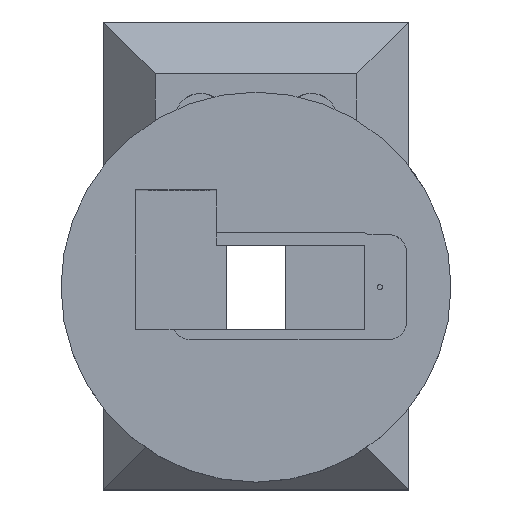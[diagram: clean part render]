
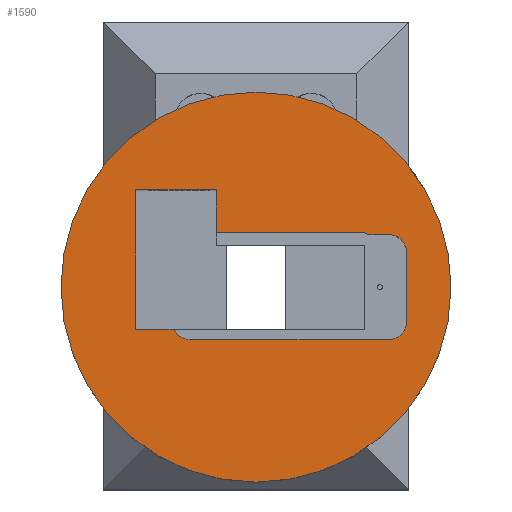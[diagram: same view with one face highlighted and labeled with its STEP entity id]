
A CAD part, top view. The second image highlights one B-rep face of the part: STEP entity #1590.
In plain terms, the highlighted planar face has unit normal (0, 0, 1).
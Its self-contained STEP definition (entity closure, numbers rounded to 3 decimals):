
#27=FACE_BOUND('',#217,.T.);
#58=CIRCLE('',#1697,30.);
#63=CIRCLE('',#1710,2.85);
#64=CIRCLE('',#1713,2.85);
#65=CIRCLE('',#1716,2.85);
#124=FACE_OUTER_BOUND('',#216,.T.);
#216=EDGE_LOOP('',(#1155));
#217=EDGE_LOOP('',(#1156,#1157,#1158,#1159,#1160,#1161,#1162,#1163,#1164,
#1165,#1166,#1167));
#343=LINE('',#2382,#525);
#346=LINE('',#2390,#528);
#349=LINE('',#2398,#531);
#351=LINE('',#2402,#533);
#353=LINE('',#2406,#535);
#355=LINE('',#2411,#537);
#356=LINE('',#2412,#538);
#357=LINE('',#2414,#539);
#358=LINE('',#2415,#540);
#525=VECTOR('',#1906,10.);
#528=VECTOR('',#1915,10.);
#531=VECTOR('',#1924,10.);
#533=VECTOR('',#1928,10.);
#535=VECTOR('',#1932,10.);
#537=VECTOR('',#1936,10.);
#538=VECTOR('',#1937,10.);
#539=VECTOR('',#1938,10.);
#540=VECTOR('',#1939,10.);
#690=VERTEX_POINT('',#2311);
#715=VERTEX_POINT('',#2375);
#716=VERTEX_POINT('',#2377);
#717=VERTEX_POINT('',#2381);
#718=VERTEX_POINT('',#2385);
#719=VERTEX_POINT('',#2389);
#720=VERTEX_POINT('',#2393);
#721=VERTEX_POINT('',#2397);
#722=VERTEX_POINT('',#2401);
#723=VERTEX_POINT('',#2405);
#724=VERTEX_POINT('',#2409);
#725=VERTEX_POINT('',#2410);
#726=VERTEX_POINT('',#2413);
#842=EDGE_CURVE('',#690,#690,#58,.T.);
#874=EDGE_CURVE('',#716,#715,#63,.T.);
#876=EDGE_CURVE('',#717,#716,#343,.T.);
#878=EDGE_CURVE('',#718,#717,#64,.T.);
#880=EDGE_CURVE('',#719,#718,#346,.T.);
#882=EDGE_CURVE('',#720,#719,#65,.T.);
#884=EDGE_CURVE('',#721,#720,#349,.T.);
#886=EDGE_CURVE('',#722,#721,#351,.T.);
#888=EDGE_CURVE('',#723,#722,#353,.T.);
#890=EDGE_CURVE('',#724,#725,#355,.T.);
#891=EDGE_CURVE('',#725,#723,#356,.T.);
#892=EDGE_CURVE('',#715,#726,#357,.T.);
#893=EDGE_CURVE('',#726,#724,#358,.T.);
#1155=ORIENTED_EDGE('',*,*,#842,.T.);
#1156=ORIENTED_EDGE('',*,*,#890,.T.);
#1157=ORIENTED_EDGE('',*,*,#891,.T.);
#1158=ORIENTED_EDGE('',*,*,#888,.T.);
#1159=ORIENTED_EDGE('',*,*,#886,.T.);
#1160=ORIENTED_EDGE('',*,*,#884,.T.);
#1161=ORIENTED_EDGE('',*,*,#882,.T.);
#1162=ORIENTED_EDGE('',*,*,#880,.T.);
#1163=ORIENTED_EDGE('',*,*,#878,.T.);
#1164=ORIENTED_EDGE('',*,*,#876,.T.);
#1165=ORIENTED_EDGE('',*,*,#874,.T.);
#1166=ORIENTED_EDGE('',*,*,#892,.T.);
#1167=ORIENTED_EDGE('',*,*,#893,.T.);
#1512=PLANE('',#1720);
#1590=ADVANCED_FACE('',(#124,#27),#1512,.T.);
#1697=AXIS2_PLACEMENT_3D('',#2312,#1848,#1849);
#1710=AXIS2_PLACEMENT_3D('',#2378,#1901,#1902);
#1713=AXIS2_PLACEMENT_3D('',#2386,#1910,#1911);
#1716=AXIS2_PLACEMENT_3D('',#2394,#1919,#1920);
#1720=AXIS2_PLACEMENT_3D('',#2408,#1934,#1935);
#1848=DIRECTION('center_axis',(0.,0.,1.));
#1849=DIRECTION('ref_axis',(1.,0.,0.));
#1901=DIRECTION('center_axis',(0.,0.,-1.));
#1902=DIRECTION('ref_axis',(1.,0.,0.));
#1906=DIRECTION('',(-1.,0.,0.));
#1910=DIRECTION('center_axis',(0.,0.,-1.));
#1911=DIRECTION('ref_axis',(0.,1.,0.));
#1915=DIRECTION('',(0.,-1.,0.));
#1919=DIRECTION('center_axis',(0.,0.,-1.));
#1920=DIRECTION('ref_axis',(-1.,0.,0.));
#1924=DIRECTION('',(1.,0.,0.));
#1928=DIRECTION('',(0.914,-0.406,0.));
#1932=DIRECTION('',(1.,0.,0.));
#1934=DIRECTION('center_axis',(0.,0.,1.));
#1935=DIRECTION('ref_axis',(1.,0.,0.));
#1936=DIRECTION('',(1.,0.,0.));
#1937=DIRECTION('',(0.,-1.,0.));
#1938=DIRECTION('',(-1.,0.,0.));
#1939=DIRECTION('',(0.,1.,0.));
#2311=CARTESIAN_POINT('',(-30.,-5.,122.));
#2312=CARTESIAN_POINT('Origin',(0.,-5.,
122.));
#2375=CARTESIAN_POINT('',(-12.611,-11.5,122.));
#2377=CARTESIAN_POINT('',(-10.05,-13.1,122.));
#2378=CARTESIAN_POINT('Origin',(-10.05,-10.25,122.));
#2381=CARTESIAN_POINT('',(20.35,-13.1,122.));
#2382=CARTESIAN_POINT('',(20.35,-13.1,122.));
#2385=CARTESIAN_POINT('',(23.2,-10.25,122.));
#2386=CARTESIAN_POINT('Origin',(20.35,-10.25,122.));
#2389=CARTESIAN_POINT('',(23.2,0.25,122.));
#2390=CARTESIAN_POINT('',(23.2,0.25,122.));
#2393=CARTESIAN_POINT('',(20.35,3.1,122.));
#2394=CARTESIAN_POINT('Origin',(20.35,0.25,122.));
#2397=CARTESIAN_POINT('',(17.375,3.1,122.));
#2398=CARTESIAN_POINT('',(14.4,3.1,122.));
#2401=CARTESIAN_POINT('',(16.7,3.4,122.));
#2402=CARTESIAN_POINT('',(16.7,3.4,122.));
#2405=CARTESIAN_POINT('',(-6.1,3.4,122.));
#2406=CARTESIAN_POINT('',(-6.1,3.4,122.));
#2408=CARTESIAN_POINT('Origin',(0.,-5.,
122.));
#2409=CARTESIAN_POINT('',(-18.5,10.,122.));
#2410=CARTESIAN_POINT('',(-6.1,10.,122.));
#2411=CARTESIAN_POINT('',(-18.5,10.,122.));
#2412=CARTESIAN_POINT('',(-6.1,10.,122.));
#2413=CARTESIAN_POINT('',(-18.5,-11.5,122.));
#2414=CARTESIAN_POINT('',(16.7,-11.5,122.));
#2415=CARTESIAN_POINT('',(-18.5,-11.5,122.));
